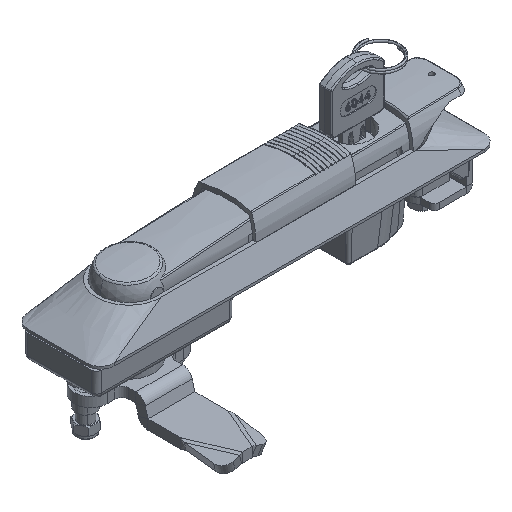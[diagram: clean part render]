
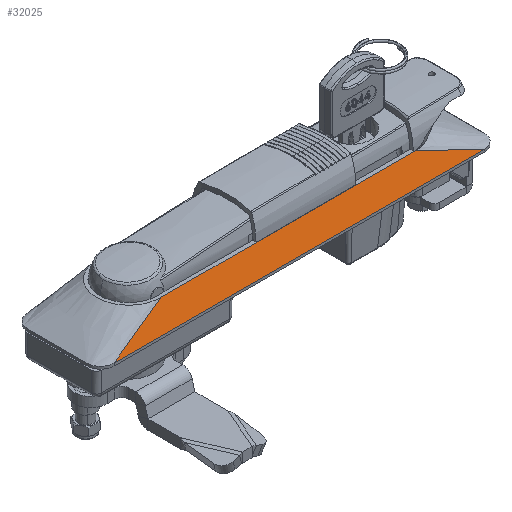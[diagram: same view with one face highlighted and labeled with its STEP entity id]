
A CAD part, isometric view. The second image highlights one B-rep face of the part: STEP entity #32025.
In plain terms, the highlighted free-form (B-spline) face has degree [1, 1] with [2, 2] control points.
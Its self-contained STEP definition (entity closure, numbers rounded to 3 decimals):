
#1246 = EDGE_CURVE ( 'NONE', #10668, #26386, #38372, .T. ) ;
#3296 = CARTESIAN_POINT ( 'NONE',  ( 57., -15.25, 4.5 ) ) ;
#3425 = CARTESIAN_POINT ( 'NONE',  ( -57.75, -13., 9. ) ) ;
#3512 = CARTESIAN_POINT ( 'NONE',  ( 62.875, -16.375, 2.25 ) ) ;
#3597 = CARTESIAN_POINT ( 'NONE',  ( 68.709, -17.5, 0. ) ) ;
#4327 = VERTEX_POINT ( 'NONE', #26040 ) ;
#4487 = CARTESIAN_POINT ( 'NONE',  ( 68.75, -17.5, 0. ) ) ;
#4578 = CARTESIAN_POINT ( 'NONE',  ( 45.25, -13., 9. ) ) ;
#6507 = B_SPLINE_CURVE_WITH_KNOTS ( 'NONE', 3,
 ( #31717, #41952, #13921, #4578 ),
 .UNSPECIFIED., .F., .F.,
 ( 4, 4 ),
 ( 0., 1. ),
 .UNSPECIFIED. ) ;
#7581 = CARTESIAN_POINT ( 'NONE',  ( -59.708, -13.375, 8.25 ) ) ;
#10315 = FACE_OUTER_BOUND ( 'NONE', #38794, .T. ) ;
#10470 = CARTESIAN_POINT ( 'NONE',  ( -57.75, -13., 9. ) ) ;
#10668 = VERTEX_POINT ( 'NONE', #42601 ) ;
#10916 = CARTESIAN_POINT ( 'NONE',  ( -63.625, -14.125, 6.75 ) ) ;
#13222 = ORIENTED_EDGE ( 'NONE', *, *, #1246, .F. ) ;
#13426 = EDGE_CURVE ( 'NONE', #26386, #4327, #6507, .T. ) ;
#13921 = CARTESIAN_POINT ( 'NONE',  ( 10.917, -13., 9. ) ) ;
#15327 = EDGE_CURVE ( 'NONE', #20078, #10668, #38270, .T. ) ;
#17086 = CARTESIAN_POINT ( 'NONE',  ( 51.125, -14.125, 6.75 ) ) ;
#17425 = CARTESIAN_POINT ( 'NONE',  ( 68.75, -17.5, 0. ) ) ;
#17580 = CARTESIAN_POINT ( 'NONE',  ( -79.292, -17.125, 0.75 ) ) ;
#17659 = CARTESIAN_POINT ( 'NONE',  ( -81.25, -17.5, 0. ) ) ;
#18047 = CARTESIAN_POINT ( 'NONE',  ( -81.25, -17.5, 0. ) ) ;
#19031 = B_SPLINE_SURFACE_WITH_KNOTS ( 'NONE', 1, 1, ( 
 ( #3425, #17659 ),
 ( #23885, #17425 ) ),
 .UNSPECIFIED., .F., .F., .F.,
 ( 2, 2 ),
 ( 2, 2 ),
 ( 0., 1. ),
 ( 0., 1. ),
 .UNSPECIFIED. ) ;
#20078 = VERTEX_POINT ( 'NONE', #26775 ) ;
#23885 = CARTESIAN_POINT ( 'NONE',  ( 45.25, -13., 9. ) ) ;
#24843 = ORIENTED_EDGE ( 'NONE', *, *, #26955, .F. ) ;
#26040 = CARTESIAN_POINT ( 'NONE',  ( 45.25, -13., 9. ) ) ;
#26386 = VERTEX_POINT ( 'NONE', #42536 ) ;
#26671 = CARTESIAN_POINT ( 'NONE',  ( 68.75, -17.5, 0. ) ) ;
#26758 = ORIENTED_EDGE ( 'NONE', *, *, #15327, .F. ) ;
#26775 = CARTESIAN_POINT ( 'NONE',  ( 68.75, -17.5, 0. ) ) ;
#26955 = EDGE_CURVE ( 'NONE', #4327, #20078, #40103, .T. ) ;
#27324 = CARTESIAN_POINT ( 'NONE',  ( 45.25, -13., 9. ) ) ;
#28790 = ORIENTED_EDGE ( 'NONE', *, *, #13426, .F. ) ;
#31159 = CARTESIAN_POINT ( 'NONE',  ( -69.5, -15.25, 4.5 ) ) ;
#31717 = CARTESIAN_POINT ( 'NONE',  ( -57.75, -13., 9. ) ) ;
#32025 = ADVANCED_FACE ( 'NONE', ( #10315 ), #19031, .F. ) ;
#34296 = CARTESIAN_POINT ( 'NONE',  ( 18.709, -17.5, 0. ) ) ;
#36904 = CARTESIAN_POINT ( 'NONE',  ( 47.208, -13.375, 8.25 ) ) ;
#37828 = CARTESIAN_POINT ( 'NONE',  ( -81.25, -17.5, 0. ) ) ;
#38270 = B_SPLINE_CURVE_WITH_KNOTS ( 'NONE', 3,
 ( #4487, #3597, #34296, #18047 ),
 .UNSPECIFIED., .F., .F.,
 ( 4, 4 ),
 ( 0., 1. ),
 .UNSPECIFIED. ) ;
#38372 = B_SPLINE_CURVE_WITH_KNOTS ( 'NONE', 3,
 ( #37828, #17580, #40938, #31159, #10916, #7581, #10470 ),
 .UNSPECIFIED., .F., .F.,
 ( 4, 1, 1, 1, 4 ),
 ( 0., 0.25, 0.5, 0.75, 1. ),
 .UNSPECIFIED. ) ;
#38794 = EDGE_LOOP ( 'NONE', ( #28790, #13222, #26758, #24843 ) ) ;
#40103 = B_SPLINE_CURVE_WITH_KNOTS ( 'NONE', 3,
 ( #27324, #36904, #17086, #3296, #3512, #43789, #26671 ),
 .UNSPECIFIED., .F., .F.,
 ( 4, 1, 1, 1, 4 ),
 ( 0., 0.25, 0.5, 0.75, 1. ),
 .UNSPECIFIED. ) ;
#40938 = CARTESIAN_POINT ( 'NONE',  ( -75.375, -16.375, 2.25 ) ) ;
#41952 = CARTESIAN_POINT ( 'NONE',  ( -23.417, -13., 9. ) ) ;
#42536 = CARTESIAN_POINT ( 'NONE',  ( -57.75, -13., 9. ) ) ;
#42601 = CARTESIAN_POINT ( 'NONE',  ( -81.25, -17.5, 0. ) ) ;
#43789 = CARTESIAN_POINT ( 'NONE',  ( 66.792, -17.125, 0.75 ) ) ;
